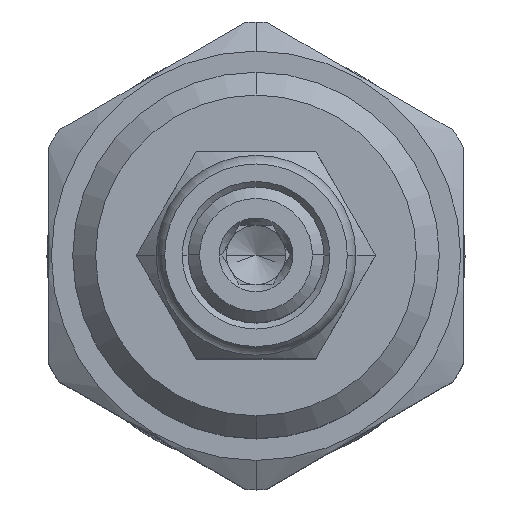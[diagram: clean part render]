
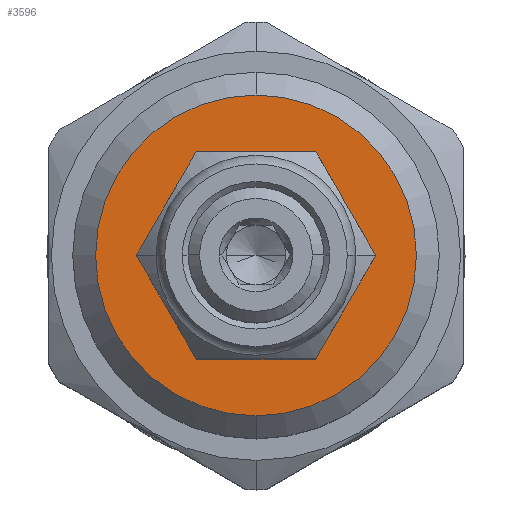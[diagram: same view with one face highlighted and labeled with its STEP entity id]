
A CAD part, top view. The second image highlights one B-rep face of the part: STEP entity #3596.
In plain terms, the highlighted planar face has unit normal (0, 0, 1).
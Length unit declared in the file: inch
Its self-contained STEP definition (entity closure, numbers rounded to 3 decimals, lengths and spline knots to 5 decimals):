
#385=CARTESIAN_POINT('',(0.,0.,4.031));
#386=DIRECTION('',(0.,0.,1.));
#387=DIRECTION('',(-1.,0.,0.));
#388=AXIS2_PLACEMENT_3D('',#385,#386,#387);
#390=CARTESIAN_POINT('',(0.,0.,4.031));
#391=DIRECTION('',(0.,0.,1.));
#392=DIRECTION('',(1.,0.,0.));
#393=AXIS2_PLACEMENT_3D('',#390,#391,#392);
#395=CARTESIAN_POINT('',(0.,0.,4.031));
#396=DIRECTION('',(0.,0.,1.));
#397=DIRECTION('',(0.,-1.,0.));
#398=AXIS2_PLACEMENT_3D('',#395,#396,#397);
#413=CARTESIAN_POINT('',(0.,0.,4.031));
#414=DIRECTION('',(0.,0.,1.));
#415=DIRECTION('',(0.,1.,0.));
#416=AXIS2_PLACEMENT_3D('',#413,#414,#415);
#2791=CARTESIAN_POINT('',(0.,0.435,4.031));
#2792=CARTESIAN_POINT('',(0.,-0.435,4.031));
#2793=VERTEX_POINT('',#2791);
#2794=VERTEX_POINT('',#2792);
#3031=CARTESIAN_POINT('',(-0.271,0.,4.031));
#3032=CARTESIAN_POINT('',(0.271,0.,4.031));
#3033=VERTEX_POINT('',#3031);
#3034=VERTEX_POINT('',#3032);
#3580=CARTESIAN_POINT('',(0.,0.,4.031));
#3581=DIRECTION('',(0.,0.,1.));
#3582=DIRECTION('',(0.,1.,0.));
#3583=AXIS2_PLACEMENT_3D('',#3580,#3581,#3582);
#3584=PLANE('',#3583);
#3586=ORIENTED_EDGE('',*,*,#3585,.F.);
#3588=ORIENTED_EDGE('',*,*,#3587,.F.);
#3589=EDGE_LOOP('',(#3586,#3588));
#3590=FACE_OUTER_BOUND('',#3589,.F.);
#3592=ORIENTED_EDGE('',*,*,#3591,.T.);
#3593=ORIENTED_EDGE('',*,*,#3570,.T.);
#3594=EDGE_LOOP('',(#3592,#3593));
#3595=FACE_BOUND('',#3594,.F.);
#3596=ADVANCED_FACE('',(#3590,#3595),#3584,.T.);
#389=CIRCLE('',#388,0.271);
#394=CIRCLE('',#393,0.271);
#399=CIRCLE('',#398,0.435);
#417=CIRCLE('',#416,0.435);
#3570=EDGE_CURVE('',#3034,#3033,#394,.T.);
#3585=EDGE_CURVE('',#2794,#2793,#399,.T.);
#3587=EDGE_CURVE('',#2793,#2794,#417,.T.);
#3591=EDGE_CURVE('',#3033,#3034,#389,.T.);
